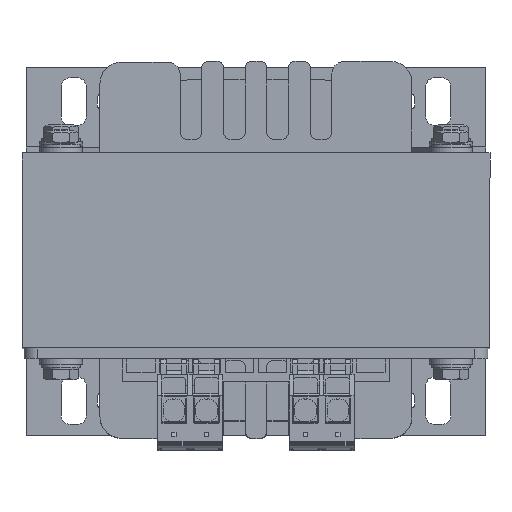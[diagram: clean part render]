
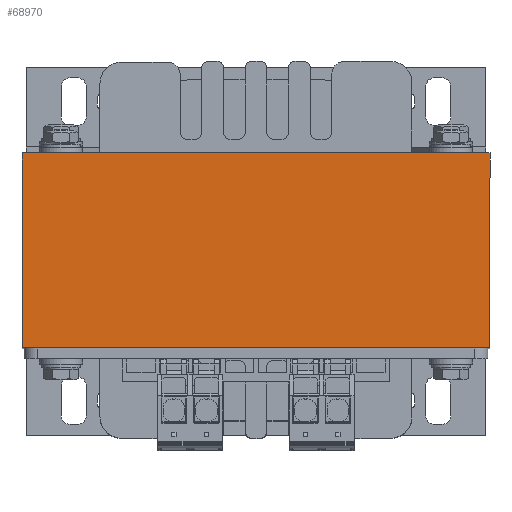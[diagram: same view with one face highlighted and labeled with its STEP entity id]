
A CAD part, top view. The second image highlights one B-rep face of the part: STEP entity #68970.
In plain terms, the highlighted planar face has unit normal (0, 0, 1).
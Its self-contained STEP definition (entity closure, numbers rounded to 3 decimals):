
#2313=FACE_OUTER_BOUND('',#5915,.T.);
#5915=EDGE_LOOP('',(#44026,#44027,#44028,#44029));
#9661=LINE('',#95708,#18470);
#9692=LINE('',#95786,#18501);
#9693=LINE('',#95788,#18502);
#9694=LINE('',#95789,#18503);
#18470=VECTOR('',#77537,1.);
#18501=VECTOR('',#77610,1.);
#18502=VECTOR('',#77611,1.);
#18503=VECTOR('',#77612,1.);
#27278=VERTEX_POINT('',#95704);
#27280=VERTEX_POINT('',#95707);
#27306=VERTEX_POINT('',#95785);
#27307=VERTEX_POINT('',#95787);
#33865=EDGE_CURVE('',#27280,#27278,#9661,.T.);
#33904=EDGE_CURVE('',#27306,#27278,#9692,.T.);
#33905=EDGE_CURVE('',#27306,#27307,#9693,.T.);
#33906=EDGE_CURVE('',#27307,#27280,#9694,.T.);
#44026=ORIENTED_EDGE('',*,*,#33904,.F.);
#44027=ORIENTED_EDGE('',*,*,#33905,.T.);
#44028=ORIENTED_EDGE('',*,*,#33906,.T.);
#44029=ORIENTED_EDGE('',*,*,#33865,.T.);
#64167=PLANE('',#72872);
#68970=ADVANCED_FACE('',(#2313),#64167,.T.);
#72872=AXIS2_PLACEMENT_3D('',#95784,#77608,#77609);
#77537=DIRECTION('',(1.,0.,0.));
#77608=DIRECTION('center_axis',(0.,0.,1.));
#77609=DIRECTION('ref_axis',(0.,-1.,0.));
#77610=DIRECTION('',(0.,-1.,0.));
#77611=DIRECTION('',(-1.,0.,0.));
#77612=DIRECTION('',(0.,-1.,0.));
#95704=CARTESIAN_POINT('',(372.443,-104.639,62.5));
#95707=CARTESIAN_POINT('',(264.443,-104.639,62.5));
#95708=CARTESIAN_POINT('',(372.443,-104.639,62.5));
#95784=CARTESIAN_POINT('Origin',(264.443,-59.639,62.5));
#95785=CARTESIAN_POINT('',(372.443,-59.639,62.5));
#95786=CARTESIAN_POINT('',(372.443,-59.639,62.5));
#95787=CARTESIAN_POINT('',(264.443,-59.639,62.5));
#95788=CARTESIAN_POINT('',(372.443,-59.639,62.5));
#95789=CARTESIAN_POINT('',(264.443,-59.639,62.5));
